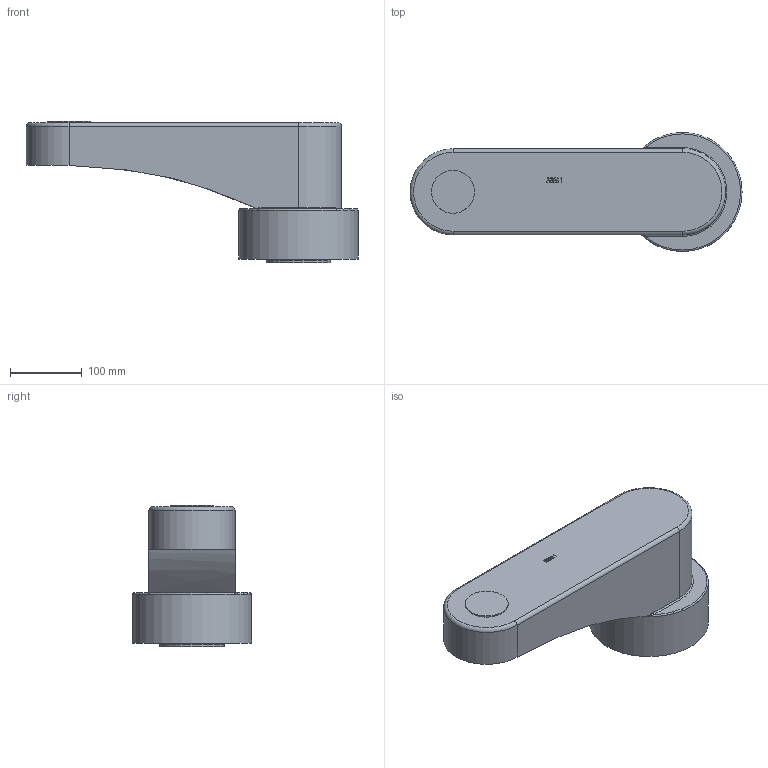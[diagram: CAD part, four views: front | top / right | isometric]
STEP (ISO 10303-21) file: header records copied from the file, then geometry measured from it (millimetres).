
FILE_DESCRIPTION(/* description */ (''),/* implementation_level */ '2;1');
FILE_NAME(/* name */ 'link1.stp',/* time_stamp */ '2024-03-03T05:51:30+01:00',/* author */ ('user'),/* organization */ (''),/* preprocessor_version */ 'ST-DEVELOPER v19.2',/* originating_system */ 'Autodesk Inventor 2024',/* authorisation */ '');
FILE_SCHEMA (('AUTOMOTIVE_DESIGN { 1 0 10303 214 3 1 1 }'));
Length unit declared in the file: millimetre
Products named in the file (1): arm1
Bounding box: 463 x 166 x 197 mm (x, y, z)
Volume: 5902219.9 mm3; surface area: 244002.1 mm2
Topology: 1 solids, 1 shells, 95 faces, 246 edges, 161 vertices
Faces by surface type: plane 59, bspline 22, cylinder 9, torus 5
Full cylindrical faces by diameter (mm): 60 x1, 90 x1, 166 x1
Entity records: 3131 total; most frequent: CARTESIAN_POINT 890, ORIENTED_EDGE 492, DIRECTION 372, EDGE_CURVE 246, LINE 168, VECTOR 168, VERTEX_POINT 161, EDGE_LOOP 103
